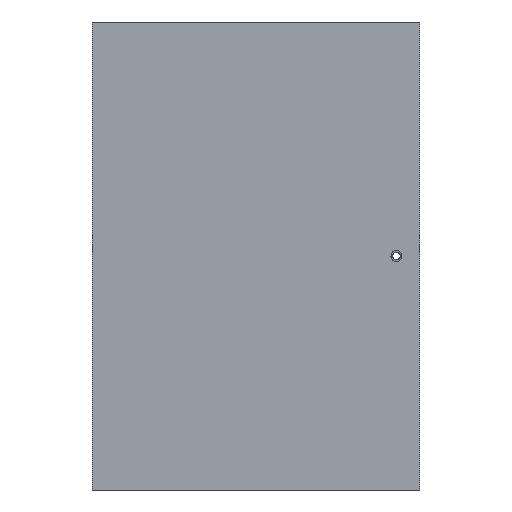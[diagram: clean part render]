
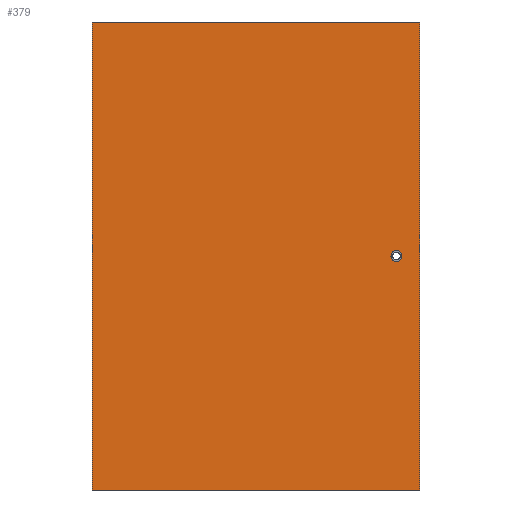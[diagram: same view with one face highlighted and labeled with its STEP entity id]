
A CAD part, left-side view. The second image highlights one B-rep face of the part: STEP entity #379.
In plain terms, the highlighted planar face has unit normal (-1, 0, 0).
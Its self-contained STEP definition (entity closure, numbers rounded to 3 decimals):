
#16 = VERTEX_POINT ( 'NONE', #1738 ) ;
#17 = VERTEX_POINT ( 'NONE', #1737 ) ;
#26 = VERTEX_POINT ( 'NONE', #1767 ) ;
#34 = VERTEX_POINT ( 'NONE', #1694 ) ;
#138 = EDGE_CURVE ( 'NONE', #34, #16, #859, .T. ) ;
#190 = CARTESIAN_POINT ( 'NONE',  ( 0., 11.5, -149. ) ) ;
#248 = EDGE_CURVE ( 'NONE', #34, #17, #858, .T. ) ;
#263 = EDGE_CURVE ( 'NONE', #1185, #1185, #923, .T. ) ;
#286 = EDGE_CURVE ( 'NONE', #16, #26, #961, .T. ) ;
#289 = EDGE_CURVE ( 'NONE', #17, #26, #974, .T. ) ;
#321 = AXIS2_PLACEMENT_3D ( 'NONE', #1337, #1346, #1347 ) ;
#379 = ADVANCED_FACE ( 'NONE', ( #1064, #1067 ), #1341, .F. ) ;
#462 = ORIENTED_EDGE ( 'NONE', *, *, #248, .F. ) ;
#472 = ORIENTED_EDGE ( 'NONE', *, *, #289, .F. ) ;
#474 = ORIENTED_EDGE ( 'NONE', *, *, #286, .T. ) ;
#475 = ORIENTED_EDGE ( 'NONE', *, *, #138, .T. ) ;
#477 = ORIENTED_EDGE ( 'NONE', *, *, #263, .F. ) ;
#723 = EDGE_LOOP ( 'NONE', ( #475, #474, #472, #462 ) ) ;
#726 = EDGE_LOOP ( 'NONE', ( #477 ) ) ;
#858 = LINE ( 'NONE', #1449, #863 ) ;
#859 = LINE ( 'NONE', #1615, #861 ) ;
#861 = VECTOR ( 'NONE', #1455, 1000. ) ;
#863 = VECTOR ( 'NONE', #1462, 1000. ) ;
#873 = AXIS2_PLACEMENT_3D ( 'NONE', #1588, #1587, #1586 ) ;
#923 = CIRCLE ( 'NONE', #873, 3.5 ) ;
#961 = LINE ( 'NONE', #1507, #971 ) ;
#971 = VECTOR ( 'NONE', #1467, 1000. ) ;
#974 = LINE ( 'NONE', #1474, #976 ) ;
#976 = VECTOR ( 'NONE', #1512, 1000. ) ;
#1064 = FACE_BOUND ( 'NONE', #726, .T. ) ;
#1067 = FACE_OUTER_BOUND ( 'NONE', #723, .T. ) ;
#1185 = VERTEX_POINT ( 'NONE', #190 ) ;
#1337 = CARTESIAN_POINT ( 'NONE',  ( 0., 210., 1. ) ) ;
#1341 = PLANE ( 'NONE',  #321 ) ;
#1346 = DIRECTION ( 'NONE',  ( 1., 0., 0. ) ) ;
#1347 = DIRECTION ( 'NONE',  ( 0., 1., 0. ) ) ;
#1449 = CARTESIAN_POINT ( 'NONE',  ( 0., 210., 1. ) ) ;
#1455 = DIRECTION ( 'NONE',  ( 0., 0., -1. ) ) ;
#1462 = DIRECTION ( 'NONE',  ( 0., -1., 0. ) ) ;
#1467 = DIRECTION ( 'NONE',  ( 0., -1., 0. ) ) ;
#1474 = CARTESIAN_POINT ( 'NONE',  ( 0., 0., 1. ) ) ;
#1507 = CARTESIAN_POINT ( 'NONE',  ( 0., 210., -299. ) ) ;
#1512 = DIRECTION ( 'NONE',  ( 0., 0., -1. ) ) ;
#1586 = DIRECTION ( 'NONE',  ( 0., -1., 0. ) ) ;
#1587 = DIRECTION ( 'NONE',  ( -1., 0., 0. ) ) ;
#1588 = CARTESIAN_POINT ( 'NONE',  ( 0., 15., -149. ) ) ;
#1615 = CARTESIAN_POINT ( 'NONE',  ( 0., 210., 1. ) ) ;
#1694 = CARTESIAN_POINT ( 'NONE',  ( 0., 210., 1. ) ) ;
#1737 = CARTESIAN_POINT ( 'NONE',  ( 0., 0., 1. ) ) ;
#1738 = CARTESIAN_POINT ( 'NONE',  ( 0., 210., -299. ) ) ;
#1767 = CARTESIAN_POINT ( 'NONE',  ( 0., 0., -299. ) ) ;
